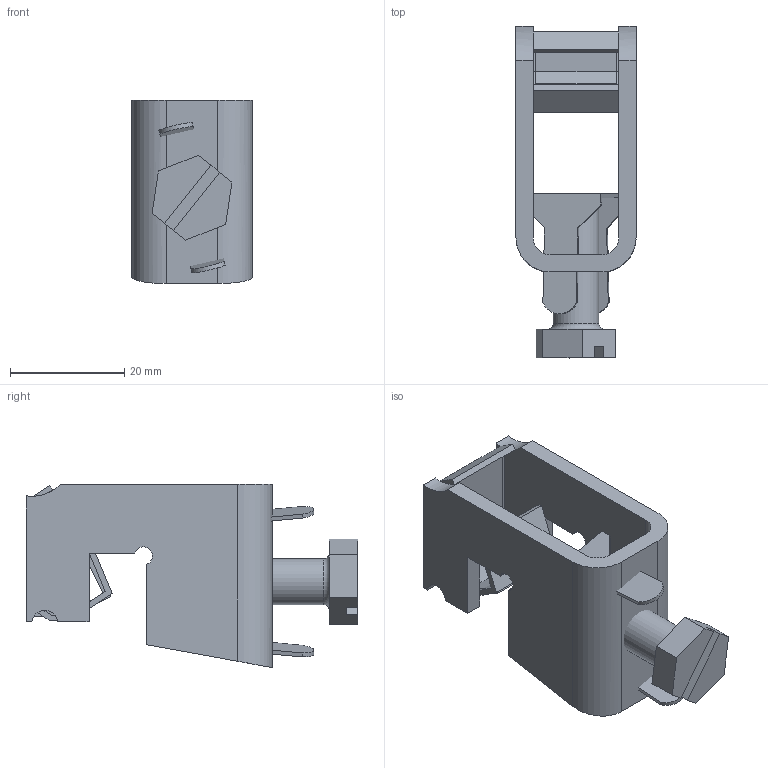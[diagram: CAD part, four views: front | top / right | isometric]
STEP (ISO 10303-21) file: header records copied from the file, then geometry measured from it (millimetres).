
FILE_DESCRIPTION((''),'2;1');
FILE_NAME('ZEI_ART_3DSTP_01292.stp','2013-06-13T14:14:51',('Alois Weiner'),(''),'Autodesk Inventor 2013','Autodesk Inventor 2013','');
FILE_SCHEMA(('AUTOMOTIVE_DESIGN { 1 0 10303 214 1 1 1 1 }'));
Length unit declared in the file: millimetre
Products named in the file (5): 01292000; 71187000; 80096000; 71203000; 71202000
Assembly tree (4 placements, depth 2):
  01292000
    71187000
    80096000
    71203000
    71202000
Bounding box: 21 x 58 x 32 mm (x, y, z)
Volume: 10599 mm3; surface area: 10800.5 mm2
Topology: 4 solids, 4 shells, 102 faces, 288 edges, 185 vertices
Faces by surface type: plane 86, cylinder 14, torus 1, cone 1
Full cylindrical faces by diameter (mm): 6.647 x1, 8 x1
Entity records: 3411 total; most frequent: CARTESIAN_POINT 578, ORIENTED_EDGE 566, DIRECTION 547, EDGE_CURVE 283, VECTOR 241, LINE 241, VERTEX_POINT 184, AXIS2_PLACEMENT_3D 153
